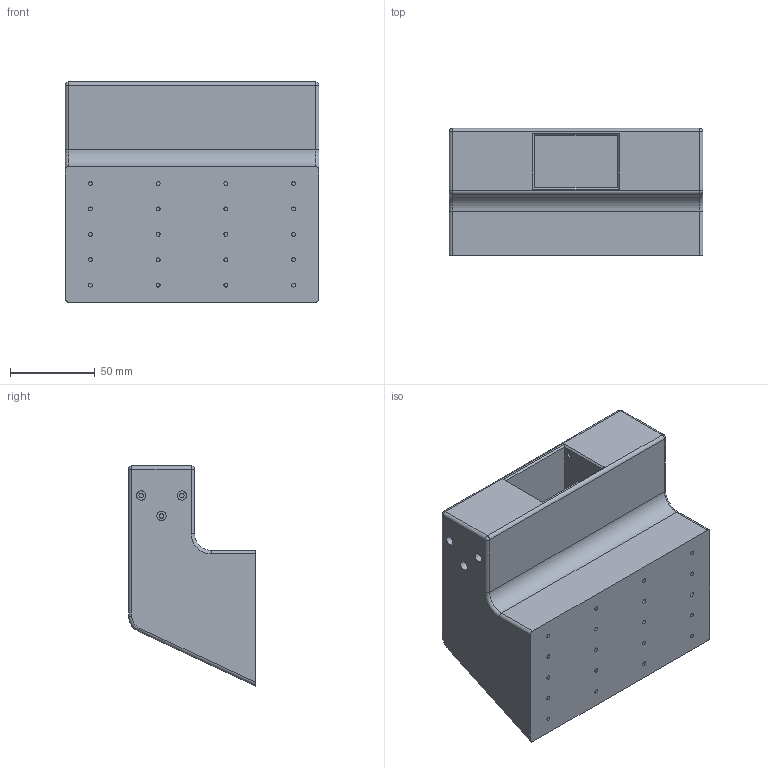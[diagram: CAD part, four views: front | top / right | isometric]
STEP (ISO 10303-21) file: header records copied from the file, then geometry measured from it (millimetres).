
FILE_DESCRIPTION(/* description */ (''),/* implementation_level */ '2;1');
FILE_NAME(/* name */ '',/* time_stamp */ '2025-05-07T23:53:48+03:00',/* author */ ('I9232'),/* organization */ (''),/* preprocessor_version */ 'ST-DEVELOPER v19.2',/* originating_system */ 'Autodesk Inventor 2023',/* authorisation */ '');
FILE_SCHEMA (('AUTOMOTIVE_DESIGN { 1 0 10303 214 3 1 1 }'));
Length unit declared in the file: millimetre
Products named in the file (1): Вторая часть 
петли
Bounding box: 150 x 75 x 130 mm (x, y, z)
Volume: 727039 mm3; surface area: 133988.8 mm2
Topology: 1 solids, 10 shells, 218 faces, 470 edges, 300 vertices
Faces by surface type: plane 132, cylinder 78, sphere 4, torus 4
Full cylindrical faces by diameter (mm): 2.3 x20, 2.7 x7, 5.5 x7
Entity records: 5963 total; most frequent: DIRECTION 1062, CARTESIAN_POINT 1015, ORIENTED_EDGE 940, EDGE_CURVE 470, AXIS2_PLACEMENT_3D 377, LINE 308, VECTOR 308, VERTEX_POINT 300
